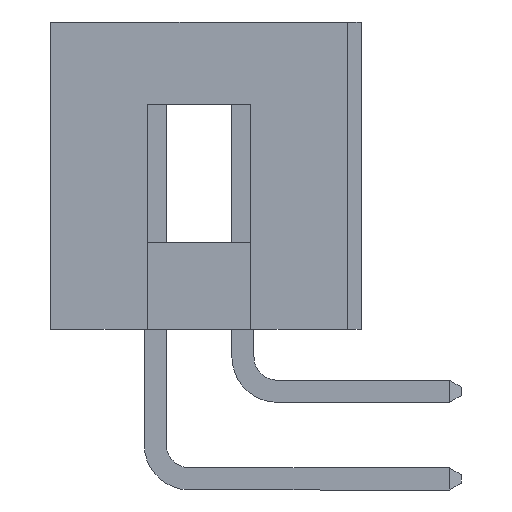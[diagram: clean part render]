
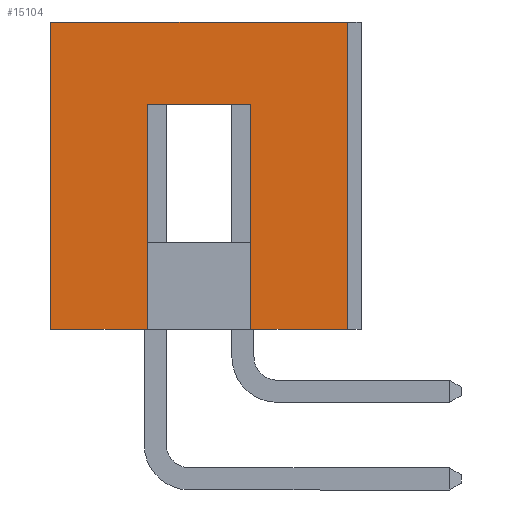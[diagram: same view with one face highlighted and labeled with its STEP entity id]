
A CAD part, left-side view. The second image highlights one B-rep face of the part: STEP entity #15104.
In plain terms, the highlighted planar face has unit normal (-1, 0, 0).
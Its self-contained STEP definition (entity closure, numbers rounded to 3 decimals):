
#140 = EDGE_CURVE ( 'NONE', #18625, #5213, #10488, .T. ) ;
#271 = DIRECTION ( 'NONE',  ( 0., 1., 0. ) ) ;
#633 = ORIENTED_EDGE ( 'NONE', *, *, #15391, .F. ) ;
#967 = DIRECTION ( 'NONE',  ( 0., 0., 1. ) ) ;
#1205 = ORIENTED_EDGE ( 'NONE', *, *, #19222, .T. ) ;
#1335 = VECTOR ( 'NONE', #14530, 1000. ) ;
#1907 = AXIS2_PLACEMENT_3D ( 'NONE', #13283, #10222, #967 ) ;
#2678 = LINE ( 'NONE', #14126, #18603 ) ;
#2694 = CARTESIAN_POINT ( 'NONE',  ( 0., 8.6, 8.9 ) ) ;
#3136 = VERTEX_POINT ( 'NONE', #5067 ) ;
#4038 = VERTEX_POINT ( 'NONE', #15109 ) ;
#4137 = LINE ( 'NONE', #17911, #8287 ) ;
#4643 = CARTESIAN_POINT ( 'NONE',  ( 0., 0., 0. ) ) ;
#5067 = CARTESIAN_POINT ( 'NONE',  ( 0., 2.8, 0. ) ) ;
#5213 = VERTEX_POINT ( 'NONE', #8976 ) ;
#5784 = LINE ( 'NONE', #9050, #9887 ) ;
#5881 = DIRECTION ( 'NONE',  ( 0., 0., -1. ) ) ;
#6350 = EDGE_CURVE ( 'NONE', #19278, #6960, #18588, .T. ) ;
#6620 = ORIENTED_EDGE ( 'NONE', *, *, #6350, .T. ) ;
#6789 = VECTOR ( 'NONE', #5881, 1000. ) ;
#6936 = CARTESIAN_POINT ( 'NONE',  ( 0., 0., 0. ) ) ;
#6960 = VERTEX_POINT ( 'NONE', #10491 ) ;
#7152 = DIRECTION ( 'NONE',  ( 0., 0., -1. ) ) ;
#8274 = VERTEX_POINT ( 'NONE', #15754 ) ;
#8287 = VECTOR ( 'NONE', #7152, 1000. ) ;
#8503 = VERTEX_POINT ( 'NONE', #8717 ) ;
#8525 = FACE_OUTER_BOUND ( 'NONE', #13722, .T. ) ;
#8717 = CARTESIAN_POINT ( 'NONE',  ( 0., 5.8, 6.5 ) ) ;
#8976 = CARTESIAN_POINT ( 'NONE',  ( 0., 0., 0. ) ) ;
#9041 = ORIENTED_EDGE ( 'NONE', *, *, #16705, .F. ) ;
#9050 = CARTESIAN_POINT ( 'NONE',  ( 0., 0., 8.9 ) ) ;
#9188 = VECTOR ( 'NONE', #9885, 1000. ) ;
#9438 = CARTESIAN_POINT ( 'NONE',  ( 0., 0., 8.9 ) ) ;
#9595 = ORIENTED_EDGE ( 'NONE', *, *, #15514, .F. ) ;
#9638 = LINE ( 'NONE', #4643, #19285 ) ;
#9885 = DIRECTION ( 'NONE',  ( 0., 0., -1. ) ) ;
#9887 = VECTOR ( 'NONE', #18250, 1000. ) ;
#10222 = DIRECTION ( 'NONE',  ( -1., 0., 0. ) ) ;
#10488 = LINE ( 'NONE', #9438, #14110 ) ;
#10491 = CARTESIAN_POINT ( 'NONE',  ( 0., 8.6, 0. ) ) ;
#11337 = CARTESIAN_POINT ( 'NONE',  ( 0., 5.8, 6.5 ) ) ;
#12538 = DIRECTION ( 'NONE',  ( 0., 0., -1. ) ) ;
#12915 = ORIENTED_EDGE ( 'NONE', *, *, #15889, .F. ) ;
#13283 = CARTESIAN_POINT ( 'NONE',  ( 0., 0., 8.9 ) ) ;
#13655 = LINE ( 'NONE', #6936, #1335 ) ;
#13722 = EDGE_LOOP ( 'NONE', ( #1205, #12915, #18350, #19961, #6620, #9041, #9595, #633 ) ) ;
#13876 = DIRECTION ( 'NONE',  ( 0., 1., 0. ) ) ;
#14110 = VECTOR ( 'NONE', #12538, 1000. ) ;
#14126 = CARTESIAN_POINT ( 'NONE',  ( 0., 2.8, 6.5 ) ) ;
#14530 = DIRECTION ( 'NONE',  ( 0., 1., 0. ) ) ;
#15080 = CARTESIAN_POINT ( 'NONE',  ( 0., 8.6, 8.9 ) ) ;
#15104 = ADVANCED_FACE ( 'NONE', ( #8525 ), #17886, .T. ) ;
#15109 = CARTESIAN_POINT ( 'NONE',  ( 0., 5.8, 0. ) ) ;
#15391 = EDGE_CURVE ( 'NONE', #8274, #8503, #2678, .T. ) ;
#15514 = EDGE_CURVE ( 'NONE', #8503, #4038, #17371, .T. ) ;
#15754 = CARTESIAN_POINT ( 'NONE',  ( 0., 2.8, 6.5 ) ) ;
#15762 = EDGE_CURVE ( 'NONE', #18625, #19278, #5784, .T. ) ;
#15889 = EDGE_CURVE ( 'NONE', #5213, #3136, #9638, .T. ) ;
#16335 = CARTESIAN_POINT ( 'NONE',  ( 0., 0., 8.9 ) ) ;
#16705 = EDGE_CURVE ( 'NONE', #4038, #6960, #13655, .T. ) ;
#17371 = LINE ( 'NONE', #11337, #9188 ) ;
#17886 = PLANE ( 'NONE',  #1907 ) ;
#17911 = CARTESIAN_POINT ( 'NONE',  ( 0., 2.8, 6.5 ) ) ;
#18250 = DIRECTION ( 'NONE',  ( 0., 1., 0. ) ) ;
#18350 = ORIENTED_EDGE ( 'NONE', *, *, #140, .F. ) ;
#18588 = LINE ( 'NONE', #15080, #6789 ) ;
#18603 = VECTOR ( 'NONE', #271, 1000. ) ;
#18625 = VERTEX_POINT ( 'NONE', #16335 ) ;
#19222 = EDGE_CURVE ( 'NONE', #8274, #3136, #4137, .T. ) ;
#19278 = VERTEX_POINT ( 'NONE', #2694 ) ;
#19285 = VECTOR ( 'NONE', #13876, 1000. ) ;
#19961 = ORIENTED_EDGE ( 'NONE', *, *, #15762, .T. ) ;
